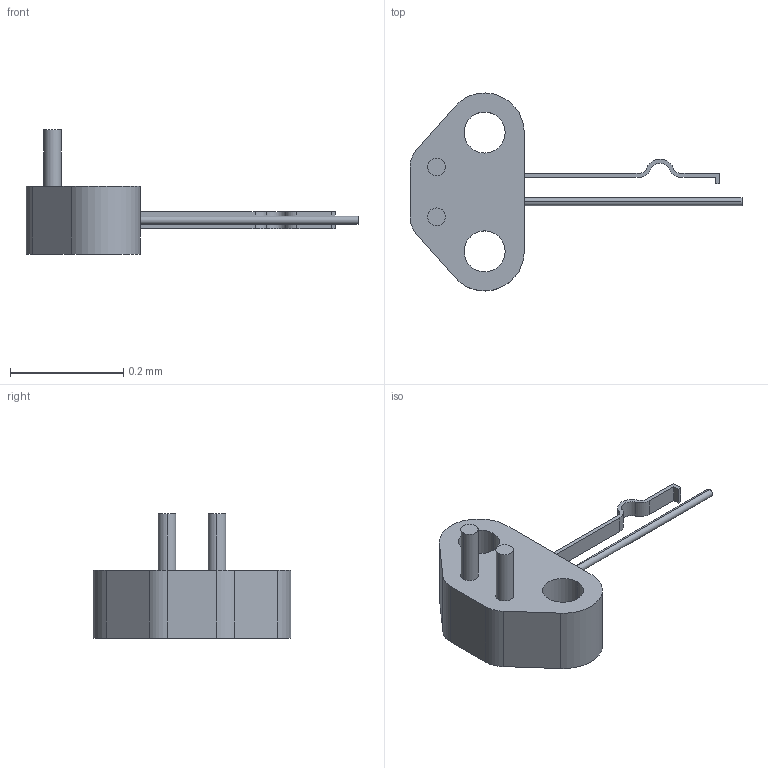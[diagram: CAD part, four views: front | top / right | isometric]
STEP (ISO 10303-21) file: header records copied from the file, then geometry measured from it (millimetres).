
FILE_DESCRIPTION(('produced by SPATIAL CORP'),'2;1');
FILE_NAME( 'sh-r38502-000-u.hh.sat.stp','2002-04-22T18:10:17+00:00',( 'SPATIAL CORP'),('SPATIAL CORP'),'ACIS STEP Husk', 'http://www.spatial.com','SPATIAL CORP');
FILE_SCHEMA(('CONFIG_CONTROL_DESIGN'));
Length unit declared in the file: millimetre
Products named in the file (1): PRODUCT_ID_1
Bounding box: 0.59 x 0.35 x 0.22 mm (x, y, z)
Volume: 0 mm3; surface area: 0.3 mm2
Topology: 1 solids, 1 shells, 38 faces, 96 edges, 64 vertices
Faces by surface type: cylinder 20, plane 18
Entity records: 1173 total; most frequent: ORIENTED_EDGE 192, CARTESIAN_POINT 182, DIRECTION 180, EDGE_CURVE 96, VERTEX_POINT 64, AXIS2_PLACEMENT_3D 62, VECTOR 56, LINE 56
